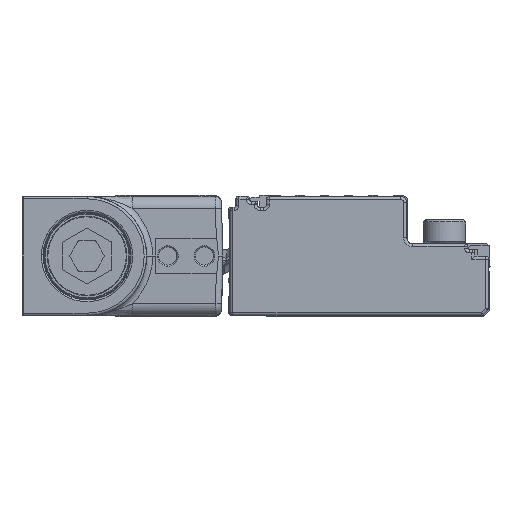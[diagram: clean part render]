
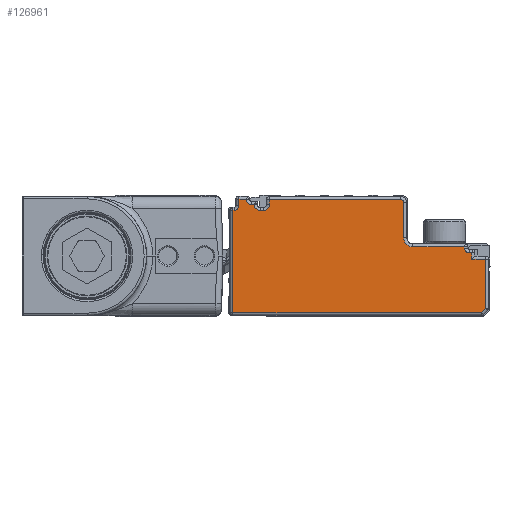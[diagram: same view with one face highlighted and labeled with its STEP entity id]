
A CAD part, left-side view. The second image highlights one B-rep face of the part: STEP entity #126961.
In plain terms, the highlighted planar face has unit normal (-1, 0, 0).
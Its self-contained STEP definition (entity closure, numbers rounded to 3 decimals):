
#124780=AXIS2_PLACEMENT_3D('Circle Axis2P3D',#124778,#124779,$) ;
#124851=AXIS2_PLACEMENT_3D('Circle Axis2P3D',#124849,#124850,$) ;
#124955=AXIS2_PLACEMENT_3D('Circle Axis2P3D',#124953,#124954,$) ;
#126855=AXIS2_PLACEMENT_3D('Plane Axis2P3D',#126852,#126853,#126854) ;
#126866=AXIS2_PLACEMENT_3D('Circle Axis2P3D',#126864,#126865,$) ;
#126887=AXIS2_PLACEMENT_3D('Circle Axis2P3D',#126885,#126886,$) ;
#126901=AXIS2_PLACEMENT_3D('Circle Axis2P3D',#126899,#126900,$) ;
#126920=AXIS2_PLACEMENT_3D('Circle Axis2P3D',#126918,#126919,$) ;
#124408=CARTESIAN_POINT('Vertex',(-228.,42.3,-7.3)) ;
#124431=CARTESIAN_POINT('Vertex',(-228.,1.407,-7.3)) ;
#124434=CARTESIAN_POINT('Line Origine',(-228.,23.168,-7.3)) ;
#124471=CARTESIAN_POINT('Vertex',(-228.,0.7,-6.593)) ;
#124474=CARTESIAN_POINT('Line Origine',(-228.,-1.246,-4.646)) ;
#124720=CARTESIAN_POINT('Line Origine',(-228.,21.5,11.3)) ;
#124724=CARTESIAN_POINT('Vertex',(-228.,40.1,11.3)) ;
#124726=CARTESIAN_POINT('Vertex',(-228.,41.3,11.3)) ;
#124778=CARTESIAN_POINT('Axis2P3D Location',(-228.,39.3,11.3)) ;
#124782=CARTESIAN_POINT('Vertex',(-228.,39.3,10.5)) ;
#124815=CARTESIAN_POINT('Vertex',(-228.,14.2,10.8)) ;
#124818=CARTESIAN_POINT('Line Origine',(-228.,14.2,2.)) ;
#124822=CARTESIAN_POINT('Vertex',(-228.,14.2,5.)) ;
#124849=CARTESIAN_POINT('Axis2P3D Location',(-228.,12.7,5.)) ;
#124853=CARTESIAN_POINT('Vertex',(-228.,12.7,3.5)) ;
#124881=CARTESIAN_POINT('Vertex',(-228.,4.2,3.5)) ;
#124889=CARTESIAN_POINT('Line Origine',(-228.,21.5,3.5)) ;
#124915=CARTESIAN_POINT('Line Origine',(-228.,4.2,2.)) ;
#124919=CARTESIAN_POINT('Vertex',(-228.,4.2,3.3)) ;
#124953=CARTESIAN_POINT('Axis2P3D Location',(-228.,3.4,3.3)) ;
#124957=CARTESIAN_POINT('Vertex',(-228.,3.4,2.5)) ;
#124985=CARTESIAN_POINT('Vertex',(-228.,3.,2.5)) ;
#124993=CARTESIAN_POINT('Line Origine',(-228.,21.5,2.5)) ;
#126809=CARTESIAN_POINT('Line Origine',(-228.,42.3,2.)) ;
#126813=CARTESIAN_POINT('Vertex',(-228.,42.3,9.5)) ;
#126837=CARTESIAN_POINT('Vertex',(-228.,0.7,1.5)) ;
#126840=CARTESIAN_POINT('Line Origine',(-228.,0.7,2.)) ;
#126852=CARTESIAN_POINT('Axis2P3D Location',(-228.,0.2,-7.8)) ;
#126857=CARTESIAN_POINT('Line Origine',(-228.,3.,2.)) ;
#126861=CARTESIAN_POINT('Vertex',(-228.,3.,1.5)) ;
#126864=CARTESIAN_POINT('Axis2P3D Location',(-228.,14.7,10.8)) ;
#126868=CARTESIAN_POINT('Vertex',(-228.,14.7,11.3)) ;
#126871=CARTESIAN_POINT('Line Origine',(-228.,25.5,11.3)) ;
#126875=CARTESIAN_POINT('Vertex',(-228.,36.3,11.3)) ;
#126878=CARTESIAN_POINT('Line Origine',(-228.,36.3,10.9)) ;
#126882=CARTESIAN_POINT('Vertex',(-228.,36.3,10.5)) ;
#126885=CARTESIAN_POINT('Axis2P3D Location',(-228.,37.3,10.5)) ;
#126889=CARTESIAN_POINT('Vertex',(-228.,37.3,9.5)) ;
#126892=CARTESIAN_POINT('Line Origine',(-228.,37.55,9.5)) ;
#126896=CARTESIAN_POINT('Vertex',(-228.,37.8,9.5)) ;
#126899=CARTESIAN_POINT('Axis2P3D Location',(-228.,37.8,10.5)) ;
#126903=CARTESIAN_POINT('Vertex',(-228.,38.8,10.5)) ;
#126906=CARTESIAN_POINT('Line Origine',(-228.,39.05,10.5)) ;
#126911=CARTESIAN_POINT('Line Origine',(-228.,41.3,10.8)) ;
#126915=CARTESIAN_POINT('Vertex',(-228.,41.3,10.3)) ;
#126918=CARTESIAN_POINT('Axis2P3D Location',(-228.,42.1,10.3)) ;
#126922=CARTESIAN_POINT('Vertex',(-228.,42.1,9.5)) ;
#126925=CARTESIAN_POINT('Line Origine',(-228.,42.2,9.5)) ;
#126930=CARTESIAN_POINT('Line Origine',(-228.,1.85,1.5)) ;
#124435=DIRECTION('Vector Direction',(0.,1.,0.)) ;
#124475=DIRECTION('Vector Direction',(0.,0.707,-0.707)) ;
#124721=DIRECTION('Vector Direction',(0.,-1.,0.)) ;
#124779=DIRECTION('Axis2P3D Direction',(1.,0.,0.)) ;
#124819=DIRECTION('Vector Direction',(0.,0.,-1.)) ;
#124850=DIRECTION('Axis2P3D Direction',(1.,0.,0.)) ;
#124890=DIRECTION('Vector Direction',(0.,-1.,0.)) ;
#124916=DIRECTION('Vector Direction',(0.,0.,1.)) ;
#124954=DIRECTION('Axis2P3D Direction',(1.,0.,0.)) ;
#124994=DIRECTION('Vector Direction',(0.,-1.,0.)) ;
#126810=DIRECTION('Vector Direction',(0.,0.,1.)) ;
#126841=DIRECTION('Vector Direction',(0.,0.,-1.)) ;
#126853=DIRECTION('Axis2P3D Direction',(-1.,0.,0.)) ;
#126854=DIRECTION('Axis2P3D XDirection',(0.,0.,1.)) ;
#126858=DIRECTION('Vector Direction',(0.,0.,1.)) ;
#126865=DIRECTION('Axis2P3D Direction',(-1.,0.,0.)) ;
#126872=DIRECTION('Vector Direction',(0.,1.,0.)) ;
#126879=DIRECTION('Vector Direction',(0.,0.,-1.)) ;
#126886=DIRECTION('Axis2P3D Direction',(-1.,0.,0.)) ;
#126893=DIRECTION('Vector Direction',(0.,1.,0.)) ;
#126900=DIRECTION('Axis2P3D Direction',(-1.,0.,0.)) ;
#126907=DIRECTION('Vector Direction',(0.,-1.,0.)) ;
#126912=DIRECTION('Vector Direction',(0.,0.,-1.)) ;
#126919=DIRECTION('Axis2P3D Direction',(-1.,0.,0.)) ;
#126926=DIRECTION('Vector Direction',(0.,1.,0.)) ;
#126931=DIRECTION('Vector Direction',(0.,1.,0.)) ;
#124436=VECTOR('Line Direction',#124435,1.) ;
#124476=VECTOR('Line Direction',#124475,1.) ;
#124722=VECTOR('Line Direction',#124721,1.) ;
#124820=VECTOR('Line Direction',#124819,1.) ;
#124891=VECTOR('Line Direction',#124890,1.) ;
#124917=VECTOR('Line Direction',#124916,1.) ;
#124995=VECTOR('Line Direction',#124994,1.) ;
#126811=VECTOR('Line Direction',#126810,1.) ;
#126842=VECTOR('Line Direction',#126841,1.) ;
#126859=VECTOR('Line Direction',#126858,1.) ;
#126873=VECTOR('Line Direction',#126872,1.) ;
#126880=VECTOR('Line Direction',#126879,1.) ;
#126894=VECTOR('Line Direction',#126893,1.) ;
#126908=VECTOR('Line Direction',#126907,1.) ;
#126913=VECTOR('Line Direction',#126912,1.) ;
#126927=VECTOR('Line Direction',#126926,1.) ;
#126932=VECTOR('Line Direction',#126931,1.) ;
#126936=ORIENTED_EDGE('',*,*,#126863,.T.) ;
#126937=ORIENTED_EDGE('',*,*,#124997,.T.) ;
#126938=ORIENTED_EDGE('',*,*,#124959,.T.) ;
#126939=ORIENTED_EDGE('',*,*,#124921,.T.) ;
#126940=ORIENTED_EDGE('',*,*,#124893,.T.) ;
#126941=ORIENTED_EDGE('',*,*,#124855,.T.) ;
#126942=ORIENTED_EDGE('',*,*,#124824,.T.) ;
#126943=ORIENTED_EDGE('',*,*,#126870,.T.) ;
#126944=ORIENTED_EDGE('',*,*,#126877,.T.) ;
#126945=ORIENTED_EDGE('',*,*,#126884,.T.) ;
#126946=ORIENTED_EDGE('',*,*,#126891,.T.) ;
#126947=ORIENTED_EDGE('',*,*,#126898,.T.) ;
#126948=ORIENTED_EDGE('',*,*,#126905,.T.) ;
#126949=ORIENTED_EDGE('',*,*,#126910,.T.) ;
#126950=ORIENTED_EDGE('',*,*,#124784,.T.) ;
#126951=ORIENTED_EDGE('',*,*,#124728,.T.) ;
#126952=ORIENTED_EDGE('',*,*,#126917,.T.) ;
#126953=ORIENTED_EDGE('',*,*,#126924,.T.) ;
#126954=ORIENTED_EDGE('',*,*,#126929,.T.) ;
#126955=ORIENTED_EDGE('',*,*,#126815,.T.) ;
#126956=ORIENTED_EDGE('',*,*,#124438,.T.) ;
#126957=ORIENTED_EDGE('',*,*,#124478,.T.) ;
#126958=ORIENTED_EDGE('',*,*,#126844,.T.) ;
#126959=ORIENTED_EDGE('',*,*,#126934,.T.) ;
#126961=ADVANCED_FACE('Brep With Voids',(#126960),#126856,.T.) ;
#124781=CIRCLE('generated circle',#124780,0.8) ;
#124852=CIRCLE('generated circle',#124851,1.5) ;
#124956=CIRCLE('generated circle',#124955,0.8) ;
#126867=CIRCLE('generated circle',#126866,0.5) ;
#126888=CIRCLE('generated circle',#126887,1.) ;
#126902=CIRCLE('generated circle',#126901,1.) ;
#126921=CIRCLE('generated circle',#126920,0.8) ;
#124438=EDGE_CURVE('',#124409,#124432,#124437,.F.) ;
#124478=EDGE_CURVE('',#124432,#124472,#124477,.F.) ;
#124728=EDGE_CURVE('',#124725,#124727,#124723,.F.) ;
#124784=EDGE_CURVE('',#124783,#124725,#124781,.T.) ;
#124824=EDGE_CURVE('',#124823,#124816,#124821,.F.) ;
#124855=EDGE_CURVE('',#124854,#124823,#124852,.T.) ;
#124893=EDGE_CURVE('',#124882,#124854,#124892,.F.) ;
#124921=EDGE_CURVE('',#124920,#124882,#124918,.T.) ;
#124959=EDGE_CURVE('',#124958,#124920,#124956,.T.) ;
#124997=EDGE_CURVE('',#124986,#124958,#124996,.F.) ;
#126815=EDGE_CURVE('',#126814,#124409,#126812,.F.) ;
#126844=EDGE_CURVE('',#124472,#126838,#126843,.F.) ;
#126863=EDGE_CURVE('',#126862,#124986,#126860,.T.) ;
#126870=EDGE_CURVE('',#124816,#126869,#126867,.T.) ;
#126877=EDGE_CURVE('',#126869,#126876,#126874,.T.) ;
#126884=EDGE_CURVE('',#126876,#126883,#126881,.T.) ;
#126891=EDGE_CURVE('',#126883,#126890,#126888,.F.) ;
#126898=EDGE_CURVE('',#126890,#126897,#126895,.T.) ;
#126905=EDGE_CURVE('',#126897,#126904,#126902,.F.) ;
#126910=EDGE_CURVE('',#126904,#124783,#126909,.F.) ;
#126917=EDGE_CURVE('',#124727,#126916,#126914,.T.) ;
#126924=EDGE_CURVE('',#126916,#126923,#126921,.F.) ;
#126929=EDGE_CURVE('',#126923,#126814,#126928,.T.) ;
#126934=EDGE_CURVE('',#126838,#126862,#126933,.T.) ;
#126935=EDGE_LOOP('',(#126936,#126937,#126938,#126939,#126940,#126941,#126942,#126943,#126944,#126945,#126946,#126947,#126948,#126949,#126950,#126951,#126952,#126953,#126954,#126955,#126956,#126957,#126958,#126959)) ;
#126960=FACE_OUTER_BOUND('',#126935,.T.) ;
#124437=LINE('Line',#124434,#124436) ;
#124477=LINE('Line',#124474,#124476) ;
#124723=LINE('Line',#124720,#124722) ;
#124821=LINE('Line',#124818,#124820) ;
#124892=LINE('Line',#124889,#124891) ;
#124918=LINE('Line',#124915,#124917) ;
#124996=LINE('Line',#124993,#124995) ;
#126812=LINE('Line',#126809,#126811) ;
#126843=LINE('Line',#126840,#126842) ;
#126860=LINE('Line',#126857,#126859) ;
#126874=LINE('Line',#126871,#126873) ;
#126881=LINE('Line',#126878,#126880) ;
#126895=LINE('Line',#126892,#126894) ;
#126909=LINE('Line',#126906,#126908) ;
#126914=LINE('Line',#126911,#126913) ;
#126928=LINE('Line',#126925,#126927) ;
#126933=LINE('Line',#126930,#126932) ;
#126856=PLANE('',#126855) ;
#124409=VERTEX_POINT('',#124408) ;
#124432=VERTEX_POINT('',#124431) ;
#124472=VERTEX_POINT('',#124471) ;
#124725=VERTEX_POINT('',#124724) ;
#124727=VERTEX_POINT('',#124726) ;
#124783=VERTEX_POINT('',#124782) ;
#124816=VERTEX_POINT('',#124815) ;
#124823=VERTEX_POINT('',#124822) ;
#124854=VERTEX_POINT('',#124853) ;
#124882=VERTEX_POINT('',#124881) ;
#124920=VERTEX_POINT('',#124919) ;
#124958=VERTEX_POINT('',#124957) ;
#124986=VERTEX_POINT('',#124985) ;
#126814=VERTEX_POINT('',#126813) ;
#126838=VERTEX_POINT('',#126837) ;
#126862=VERTEX_POINT('',#126861) ;
#126869=VERTEX_POINT('',#126868) ;
#126876=VERTEX_POINT('',#126875) ;
#126883=VERTEX_POINT('',#126882) ;
#126890=VERTEX_POINT('',#126889) ;
#126897=VERTEX_POINT('',#126896) ;
#126904=VERTEX_POINT('',#126903) ;
#126916=VERTEX_POINT('',#126915) ;
#126923=VERTEX_POINT('',#126922) ;
